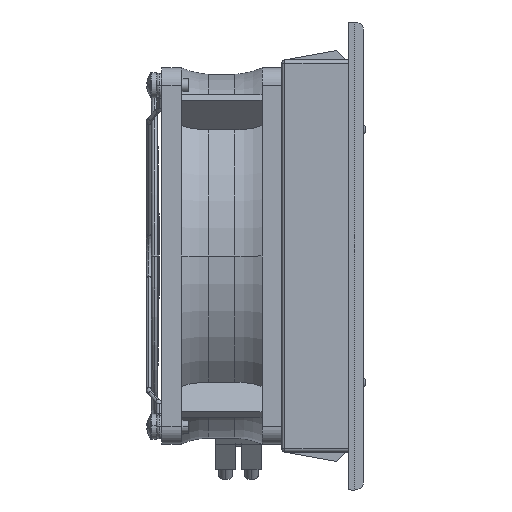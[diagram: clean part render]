
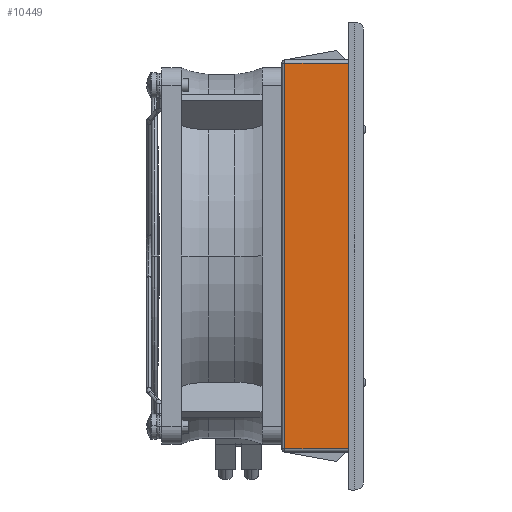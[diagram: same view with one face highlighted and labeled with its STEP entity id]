
A CAD part, left-side view. The second image highlights one B-rep face of the part: STEP entity #10449.
In plain terms, the highlighted planar face has unit normal (-1, 0, 0).
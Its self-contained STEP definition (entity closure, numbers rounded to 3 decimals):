
#10449 = ADVANCED_FACE ( 'NONE', ( #43613 ), #43612, .F. ) ;
#10450 = EDGE_LOOP ( 'NONE', ( #10451, #10455, #10459, #10462 ) ) ;
#10451 = ORIENTED_EDGE ( 'NONE', *, *, #10452, .T. ) ;
#10452 = EDGE_CURVE ( 'NONE', #10453, #10454, #43670, .T. ) ;
#10453 = VERTEX_POINT ( 'NONE', #43666 ) ;
#10454 = VERTEX_POINT ( 'NONE', #43665 ) ;
#10455 = ORIENTED_EDGE ( 'NONE', *, *, #10457, .T. ) ;
#10457 = EDGE_CURVE ( 'NONE', #10454, #10458, #43664, .T. ) ;
#10458 = VERTEX_POINT ( 'NONE', #43660 ) ;
#10459 = ORIENTED_EDGE ( 'NONE', *, *, #10460, .F. ) ;
#10460 = EDGE_CURVE ( 'NONE', #10461, #10458, #43659, .T. ) ;
#10461 = VERTEX_POINT ( 'NONE', #43655 ) ;
#10462 = ORIENTED_EDGE ( 'NONE', *, *, #10521, .T. ) ;
#10521 = EDGE_CURVE ( 'NONE', #10461, #10453, #43770, .T. ) ;
#43607 = DIRECTION ( 'NONE',  ( 0., 0., -1. ) ) ;
#43608 = DIRECTION ( 'NONE',  ( 1., 0., 0. ) ) ;
#43610 = CARTESIAN_POINT ( 'NONE',  ( -62., 26., 62. ) ) ;
#43611 = AXIS2_PLACEMENT_3D ( 'NONE', #43610, #43608, #43607 ) ;
#43612 = PLANE ( 'NONE',  #43611 ) ;
#43613 = FACE_OUTER_BOUND ( 'NONE', #10450, .T. ) ;
#43655 = CARTESIAN_POINT ( 'NONE',  ( -62., 5., 61. ) ) ;
#43656 = DIRECTION ( 'NONE',  ( 0., 0., -1. ) ) ;
#43657 = VECTOR ( 'NONE', #43656, 1000. ) ;
#43658 = CARTESIAN_POINT ( 'NONE',  ( -62., 5., 0. ) ) ;
#43659 = LINE ( 'NONE', #43658, #43657 ) ;
#43660 = CARTESIAN_POINT ( 'NONE',  ( -62., 5., -61. ) ) ;
#43661 = DIRECTION ( 'NONE',  ( 0., -1., 0. ) ) ;
#43662 = VECTOR ( 'NONE', #43661, 1000. ) ;
#43663 = CARTESIAN_POINT ( 'NONE',  ( -62., 26., -61. ) ) ;
#43664 = LINE ( 'NONE', #43663, #43662 ) ;
#43665 = CARTESIAN_POINT ( 'NONE',  ( -62., 25., -61. ) ) ;
#43666 = CARTESIAN_POINT ( 'NONE',  ( -62., 25., 61. ) ) ;
#43667 = DIRECTION ( 'NONE',  ( 0., 0., -1. ) ) ;
#43668 = VECTOR ( 'NONE', #43667, 1000. ) ;
#43669 = CARTESIAN_POINT ( 'NONE',  ( -62., 25., -62. ) ) ;
#43670 = LINE ( 'NONE', #43669, #43668 ) ;
#43767 = DIRECTION ( 'NONE',  ( 0., 1., 0. ) ) ;
#43768 = VECTOR ( 'NONE', #43767, 1000. ) ;
#43769 = CARTESIAN_POINT ( 'NONE',  ( -62., 26., 61. ) ) ;
#43770 = LINE ( 'NONE', #43769, #43768 ) ;
